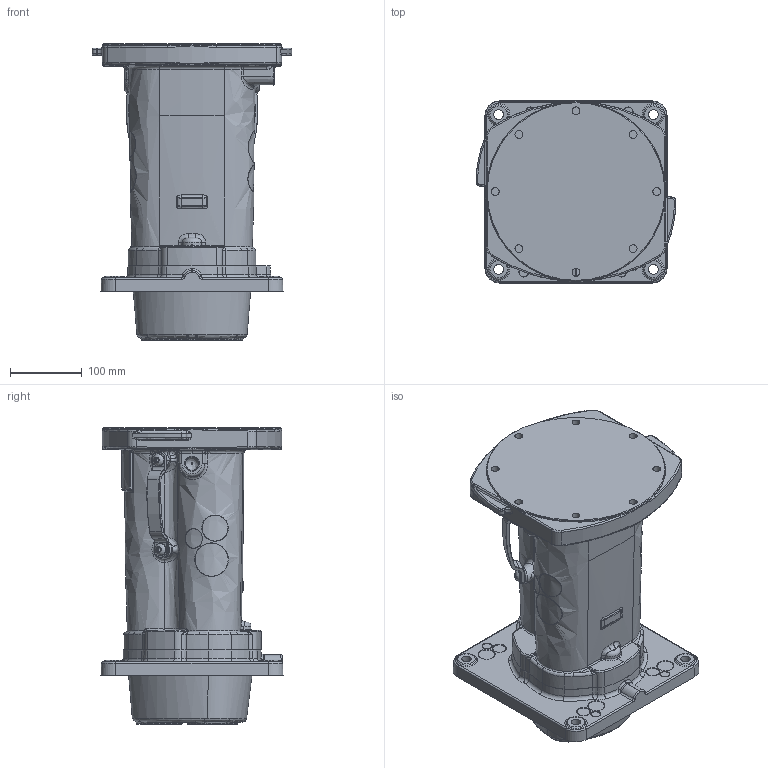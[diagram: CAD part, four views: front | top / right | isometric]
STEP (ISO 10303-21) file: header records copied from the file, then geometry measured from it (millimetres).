
FILE_DESCRIPTION(/* description */ (''),/* implementation_level */ '2;1');
FILE_NAME(/* name */ 'RS1322_SLD body with Gear Mount Flange 2672_SLD.stp',/* time_stamp */ '2022-09-08T05:46:50+10:00',/* author */ ('c.taylor012'),/* organization */ (''),/* preprocessor_version */ 'ST-DEVELOPER v16.5',/* originating_system */ 'Autodesk Inventor 2017',/* authorisation */ '');
FILE_SCHEMA (('AUTOMOTIVE_DESIGN { 1 0 10303 214 3 1 1 }'));
Products named in the file (5): RS1322; 2671_SLD; 1210; 1181; 2672_SLD
Assembly tree (8 placements, depth 2):
  RS1322
    1210  x2
    2671_SLD
    1181  x4
    2672_SLD
Bounding box: 279 x 254 x 413.5 mm (x, y, z)
Volume: 10511266.6 mm3; surface area: 526973.1 mm2
Topology: 8 solids, 8 shells, 939 faces, 2259 edges, 1330 vertices
Faces by surface type: bspline 345, plane 197, cylinder 155, cone 138, torus 93, sphere 11
Full cylindrical faces by diameter (mm): 9.75 x4, 11 x12, 13.5 x4, 17.35 x4, 250 x1
Entity records: 46608 total; most frequent: CARTESIAN_POINT 29671, ORIENTED_EDGE 3636, DIRECTION 3211, EDGE_CURVE 1818, AXIS2_PLACEMENT_3D 1453, VERTEX_POINT 1126, EDGE_LOOP 912, FACE_OUTER_BOUND 792
